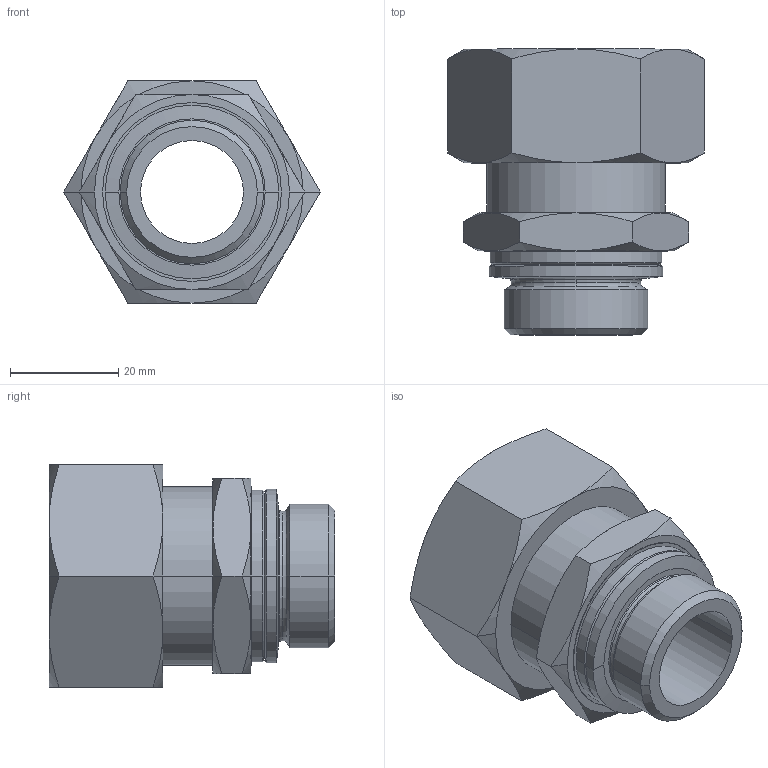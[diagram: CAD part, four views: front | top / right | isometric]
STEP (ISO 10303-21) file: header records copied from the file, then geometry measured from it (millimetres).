
FILE_DESCRIPTION(('STEP AP214'),'1');
FILE_NAME('0101_25_27.stp','2016-07-07T14:58:41',('TraceParts'),('TraceParts S.A.'),'Spatial InterOp 3D',' ',' ');
FILE_SCHEMA(('automotive_design'));
Length unit declared in the file: millimetre
Products named in the file (1): 1
Bounding box: 47.34 x 52.74 x 41 mm (x, y, z)
Volume: 34929.9 mm3; surface area: 12940 mm2
Topology: 1 solids, 1 shells, 83 faces, 178 edges, 104 vertices
Faces by surface type: cone 44, plane 21, cylinder 14, torus 4
Entity records: 2291 total; most frequent: CARTESIAN_POINT 558, DIRECTION 382, ORIENTED_EDGE 356, EDGE_CURVE 178, AXIS2_PLACEMENT_3D 168, VERTEX_POINT 104, EDGE_LOOP 92, CIRCLE 84
